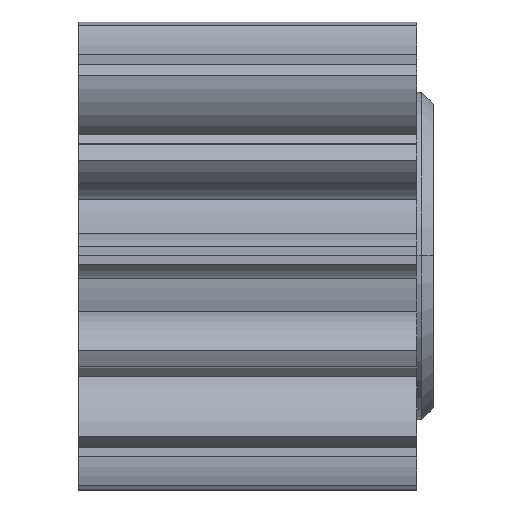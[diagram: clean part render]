
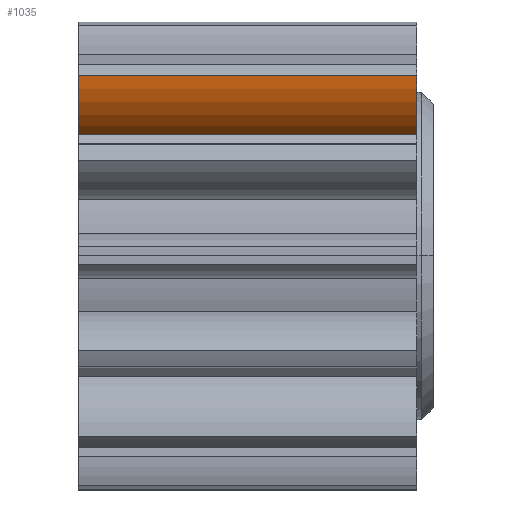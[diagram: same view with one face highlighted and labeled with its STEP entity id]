
A CAD part, top view. The second image highlights one B-rep face of the part: STEP entity #1035.
In plain terms, the highlighted cylindrical face has radius 3.556 mm (diameter 7.112 mm), a partial arc.
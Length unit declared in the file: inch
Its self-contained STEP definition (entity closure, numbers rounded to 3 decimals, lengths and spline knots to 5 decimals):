
#30 = ORIENTED_EDGE ( 'NONE', *, *, #884, .F. ) ;
#86 = VERTEX_POINT ( 'NONE', #1441 ) ;
#135 = CIRCLE ( 'NONE', #2363, 0.14 ) ;
#245 = LINE ( 'NONE', #1343, #378 ) ;
#276 = VERTEX_POINT ( 'NONE', #1412 ) ;
#378 = VECTOR ( 'NONE', #1657, 39.37008 ) ;
#389 = AXIS2_PLACEMENT_3D ( 'NONE', #936, #1803, #1576 ) ;
#548 = CIRCLE ( 'NONE', #2416, 0.14 ) ;
#562 = CARTESIAN_POINT ( 'NONE',  ( 0., 0.30307, 0.26105 ) ) ;
#603 = CYLINDRICAL_SURFACE ( 'NONE', #389, 0.14 ) ;
#725 = CARTESIAN_POINT ( 'NONE',  ( 0.568, 0.31625, 0.12167 ) ) ;
#739 = VECTOR ( 'NONE', #1631, 39.37008 ) ;
#776 = DIRECTION ( 'NONE',  ( 0., 0.782, -0.623 ) ) ;
#795 = ORIENTED_EDGE ( 'NONE', *, *, #2125, .T. ) ;
#884 = EDGE_CURVE ( 'NONE', #276, #86, #1711, .T. ) ;
#936 = CARTESIAN_POINT ( 'NONE',  ( 0.568, 0.31625, 0.12167 ) ) ;
#1034 = EDGE_LOOP ( 'NONE', ( #2372, #1089, #30, #795 ) ) ;
#1035 = ADVANCED_FACE ( 'NONE', ( #1619 ), #603, .T. ) ;
#1039 = DIRECTION ( 'NONE',  ( -1., 0., 0. ) ) ;
#1089 = ORIENTED_EDGE ( 'NONE', *, *, #2048, .F. ) ;
#1241 = EDGE_CURVE ( 'NONE', #2003, #1799, #245, .T. ) ;
#1290 = DIRECTION ( 'NONE',  ( 0., 0.782, -0.623 ) ) ;
#1343 = CARTESIAN_POINT ( 'NONE',  ( 0.284, 0.30307, 0.26105 ) ) ;
#1412 = CARTESIAN_POINT ( 'NONE',  ( 0.568, 0.20313, 0.20416 ) ) ;
#1441 = CARTESIAN_POINT ( 'NONE',  ( 0., 0.20313, 0.20416 ) ) ;
#1576 = DIRECTION ( 'NONE',  ( 0., 0., 1. ) ) ;
#1619 = FACE_OUTER_BOUND ( 'NONE', #1034, .T. ) ;
#1631 = DIRECTION ( 'NONE',  ( -1., 0., 0. ) ) ;
#1657 = DIRECTION ( 'NONE',  ( -1., 0., 0. ) ) ;
#1711 = LINE ( 'NONE', #2412, #739 ) ;
#1799 = VERTEX_POINT ( 'NONE', #562 ) ;
#1803 = DIRECTION ( 'NONE',  ( -1., 0., 0. ) ) ;
#2003 = VERTEX_POINT ( 'NONE', #2396 ) ;
#2026 = CARTESIAN_POINT ( 'NONE',  ( 0., 0.31625, 0.12167 ) ) ;
#2048 = EDGE_CURVE ( 'NONE', #86, #1799, #548, .T. ) ;
#2054 = DIRECTION ( 'NONE',  ( -1., 0., 0. ) ) ;
#2125 = EDGE_CURVE ( 'NONE', #276, #2003, #135, .T. ) ;
#2363 = AXIS2_PLACEMENT_3D ( 'NONE', #725, #1039, #776 ) ;
#2372 = ORIENTED_EDGE ( 'NONE', *, *, #1241, .T. ) ;
#2396 = CARTESIAN_POINT ( 'NONE',  ( 0.568, 0.30307, 0.26105 ) ) ;
#2412 = CARTESIAN_POINT ( 'NONE',  ( 0.568, 0.20313, 0.20416 ) ) ;
#2416 = AXIS2_PLACEMENT_3D ( 'NONE', #2026, #2054, #1290 ) ;
